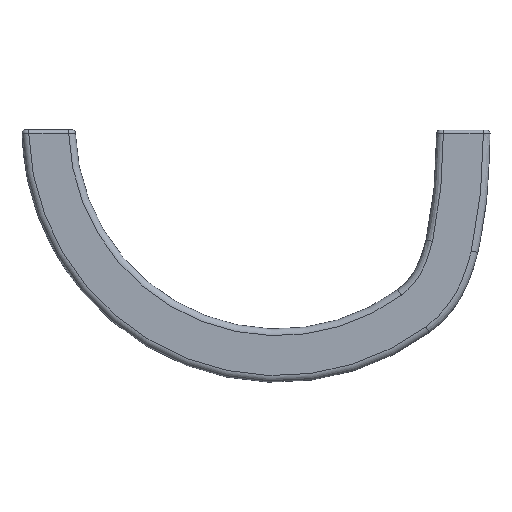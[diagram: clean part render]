
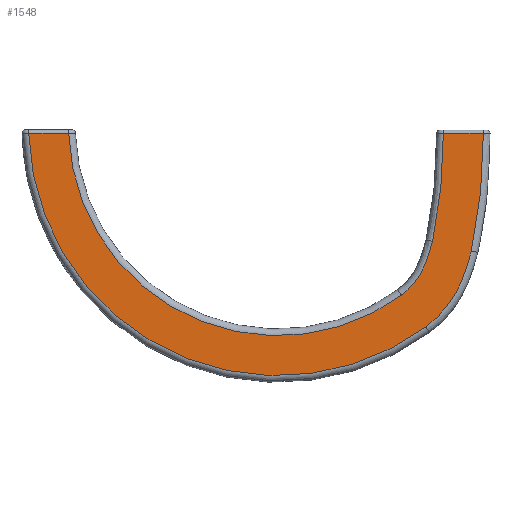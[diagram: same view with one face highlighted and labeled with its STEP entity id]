
A CAD part, front view. The second image highlights one B-rep face of the part: STEP entity #1548.
In plain terms, the highlighted planar face has unit normal (0, -1, 0).
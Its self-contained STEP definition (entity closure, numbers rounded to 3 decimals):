
#20 = AXIS2_PLACEMENT_3D ( 'NONE', #624, #1767, #2029 ) ;
#33 = LINE ( 'NONE', #2118, #1339 ) ;
#137 = CARTESIAN_POINT ( 'NONE',  ( 26.958, 113., -24.54 ) ) ;
#157 = EDGE_CURVE ( 'NONE', #269, #1400, #2177, .T. ) ;
#179 = CARTESIAN_POINT ( 'NONE',  ( 18.588, 113., -25.303 ) ) ;
#180 = EDGE_CURVE ( 'NONE', #3006, #1763, #33, .T. ) ;
#227 = VERTEX_POINT ( 'NONE', #1960 ) ;
#228 = DIRECTION ( 'NONE',  ( -1., 0., 0. ) ) ;
#240 = CARTESIAN_POINT ( 'NONE',  ( 22.832, 113., -18.776 ) ) ;
#241 = VERTEX_POINT ( 'NONE', #838 ) ;
#258 = CARTESIAN_POINT ( 'NONE',  ( 30.134, 113., -12.85 ) ) ;
#259 = B_SPLINE_CURVE_WITH_KNOTS ( 'NONE', 3,
 ( #1845, #2316, #240, #1876, #2782, #2808, #1388, #884, #2058, #1169, #869, #2534, #2796, #179 ),
 .UNSPECIFIED., .F., .F.,
 ( 4, 2, 2, 2, 2, 2, 4 ),
 ( 0., 0.002, 0.004, 0.005, 0.007, 0.008, 0.01 ),
 .UNSPECIFIED. ) ;
#264 = VECTOR ( 'NONE', #1552, 1000. ) ;
#269 = VERTEX_POINT ( 'NONE', #2015 ) ;
#293 = EDGE_CURVE ( 'NONE', #227, #3006, #1839, .T. ) ;
#312 = DIRECTION ( 'NONE',  ( 0., 1., 0. ) ) ;
#342 = CARTESIAN_POINT ( 'NONE',  ( 24.862, 113., -1.043 ) ) ;
#368 = CARTESIAN_POINT ( 'NONE',  ( 23.95, 113., -28.632 ) ) ;
#403 = ORIENTED_EDGE ( 'NONE', *, *, #437, .T. ) ;
#408 = DIRECTION ( 'NONE',  ( 0., -1., 0. ) ) ;
#424 = CARTESIAN_POINT ( 'NONE',  ( 0., 113., 0. ) ) ;
#437 = EDGE_CURVE ( 'NONE', #1763, #2751, #1585, .T. ) ;
#501 = AXIS2_PLACEMENT_3D ( 'NONE', #424, #408, #228 ) ;
#533 = CARTESIAN_POINT ( 'NONE',  ( 30.841, 113., -4.002 ) ) ;
#537 = PLANE ( 'NONE',  #1536 ) ;
#594 = CARTESIAN_POINT ( 'NONE',  ( 22.653, 113., -29.755 ) ) ;
#613 = ORIENTED_EDGE ( 'NONE', *, *, #1265, .T. ) ;
#624 = CARTESIAN_POINT ( 'NONE',  ( 0., 113., 0. ) ) ;
#626 = CARTESIAN_POINT ( 'NONE',  ( 27.211, 113., -24.036 ) ) ;
#631 = CARTESIAN_POINT ( 'NONE',  ( 23.561, 113., -15.917 ) ) ;
#702 = ORIENTED_EDGE ( 'NONE', *, *, #293, .T. ) ;
#747 = VERTEX_POINT ( 'NONE', #2369 ) ;
#751 = CARTESIAN_POINT ( 'NONE',  ( 29.065, 113., -18.665 ) ) ;
#776 = B_SPLINE_CURVE_WITH_KNOTS ( 'NONE', 3,
 ( #342, #2495, #2245, #2743, #1757, #1040, #631, #1273 ),
 .UNSPECIFIED., .F., .F.,
 ( 4, 2, 2, 4 ),
 ( 0., 0.009, 0.013, 0.017 ),
 .UNSPECIFIED. ) ;
#782 = DIRECTION ( 'NONE',  ( -1., 0., 0. ) ) ;
#838 = CARTESIAN_POINT ( 'NONE',  ( 23.237, 113., -17.238 ) ) ;
#869 = CARTESIAN_POINT ( 'NONE',  ( 19.818, 113., -24.278 ) ) ;
#884 = CARTESIAN_POINT ( 'NONE',  ( 21.294, 113., -22.414 ) ) ;
#974 = CARTESIAN_POINT ( 'NONE',  ( 30.862, 113., -1.043 ) ) ;
#1040 = CARTESIAN_POINT ( 'NONE',  ( 23.805, 113., -14.581 ) ) ;
#1064 = CARTESIAN_POINT ( 'NONE',  ( 27.676, 113., -23.004 ) ) ;
#1079 = CARTESIAN_POINT ( 'NONE',  ( 23.1, 113., -29.397 ) ) ;
#1124 = ORIENTED_EDGE ( 'NONE', *, *, #157, .T. ) ;
#1169 = CARTESIAN_POINT ( 'NONE',  ( 20.1, 113., -23.988 ) ) ;
#1173 = CARTESIAN_POINT ( 'NONE',  ( 30.862, 113., -1.043 ) ) ;
#1216 = CARTESIAN_POINT ( 'NONE',  ( -31.381, 113., -1. ) ) ;
#1265 = EDGE_CURVE ( 'NONE', #1400, #747, #2968, .T. ) ;
#1273 = CARTESIAN_POINT ( 'NONE',  ( 23.237, 113., -17.238 ) ) ;
#1285 = CARTESIAN_POINT ( 'NONE',  ( 26.134, 113., -26.011 ) ) ;
#1303 = CARTESIAN_POINT ( 'NONE',  ( 25.492, 113., -26.937 ) ) ;
#1339 = VECTOR ( 'NONE', #782, 1000. ) ;
#1388 = CARTESIAN_POINT ( 'NONE',  ( 21.834, 113., -21.367 ) ) ;
#1400 = VERTEX_POINT ( 'NONE', #974 ) ;
#1475 = CARTESIAN_POINT ( 'NONE',  ( 20.694, 113., -21.393 ) ) ;
#1481 = ORIENTED_EDGE ( 'NONE', *, *, #180, .T. ) ;
#1536 = AXIS2_PLACEMENT_3D ( 'NONE', #1475, #312, #2681 ) ;
#1548 = ADVANCED_FACE ( 'NONE', ( #2652 ), #537, .F. ) ;
#1552 = DIRECTION ( 'NONE',  ( -1., 0., 0. ) ) ;
#1585 = CIRCLE ( 'NONE', #501, 37.397 ) ;
#1594 = ORIENTED_EDGE ( 'NONE', *, *, #1645, .T. ) ;
#1645 = EDGE_CURVE ( 'NONE', #747, #241, #776, .T. ) ;
#1673 = CARTESIAN_POINT ( 'NONE',  ( 30.713, 113., -6.961 ) ) ;
#1740 = CARTESIAN_POINT ( 'NONE',  ( 24.356, 113., -28.224 ) ) ;
#1752 = ORIENTED_EDGE ( 'NONE', *, *, #1877, .T. ) ;
#1754 = CARTESIAN_POINT ( 'NONE',  ( 28.475, 113., -20.868 ) ) ;
#1757 = CARTESIAN_POINT ( 'NONE',  ( 24.206, 113., -11.892 ) ) ;
#1763 = VERTEX_POINT ( 'NONE', #2842 ) ;
#1767 = DIRECTION ( 'NONE',  ( 0., 1., 0. ) ) ;
#1768 = CARTESIAN_POINT ( 'NONE',  ( 22.193, 113., -30.099 ) ) ;
#1839 = CIRCLE ( 'NONE', #20, 31.397 ) ;
#1845 = CARTESIAN_POINT ( 'NONE',  ( 23.237, 113., -17.238 ) ) ;
#1876 = CARTESIAN_POINT ( 'NONE',  ( 22.444, 113., -19.904 ) ) ;
#1877 = EDGE_CURVE ( 'NONE', #2751, #269, #2899, .T. ) ;
#1927 = CARTESIAN_POINT ( 'NONE',  ( 29.689, 113., -15.774 ) ) ;
#1960 = CARTESIAN_POINT ( 'NONE',  ( 18.588, 113., -25.303 ) ) ;
#2013 = CARTESIAN_POINT ( 'NONE',  ( 22.193, 113., -30.099 ) ) ;
#2015 = CARTESIAN_POINT ( 'NONE',  ( 29.065, 113., -18.665 ) ) ;
#2029 = DIRECTION ( 'NONE',  ( -1., 0., 0. ) ) ;
#2058 = CARTESIAN_POINT ( 'NONE',  ( 20.872, 113., -23.077 ) ) ;
#2118 = CARTESIAN_POINT ( 'NONE',  ( -37.393, 113., -1. ) ) ;
#2177 = B_SPLINE_CURVE_WITH_KNOTS ( 'NONE', 3,
 ( #751, #2182, #1927, #258, #2362, #1673, #533, #1173 ),
 .UNSPECIFIED., .F., .F.,
 ( 4, 2, 2, 4 ),
 ( 0., 0.004, 0.009, 0.018 ),
 .UNSPECIFIED. ) ;
#2182 = CARTESIAN_POINT ( 'NONE',  ( 29.417, 113., -17.227 ) ) ;
#2225 = CARTESIAN_POINT ( 'NONE',  ( 29.065, 113., -18.665 ) ) ;
#2245 = CARTESIAN_POINT ( 'NONE',  ( 24.726, 113., -6.48 ) ) ;
#2316 = CARTESIAN_POINT ( 'NONE',  ( 23.048, 113., -18.011 ) ) ;
#2362 = CARTESIAN_POINT ( 'NONE',  ( 30.307, 113., -11.38 ) ) ;
#2369 = CARTESIAN_POINT ( 'NONE',  ( 24.862, 113., -1.043 ) ) ;
#2373 = ORIENTED_EDGE ( 'NONE', *, *, #2924, .T. ) ;
#2458 = CARTESIAN_POINT ( 'NONE',  ( 27.889, 113., -22.476 ) ) ;
#2491 = CARTESIAN_POINT ( 'NONE',  ( 28.793, 113., -19.774 ) ) ;
#2495 = CARTESIAN_POINT ( 'NONE',  ( 24.842, 113., -3.761 ) ) ;
#2534 = CARTESIAN_POINT ( 'NONE',  ( 19.224, 113., -24.814 ) ) ;
#2652 = FACE_OUTER_BOUND ( 'NONE', #2819, .T. ) ;
#2681 = DIRECTION ( 'NONE',  ( -1., 0., 0. ) ) ;
#2743 = CARTESIAN_POINT ( 'NONE',  ( 24.362, 113., -10.541 ) ) ;
#2751 = VERTEX_POINT ( 'NONE', #2013 ) ;
#2782 = CARTESIAN_POINT ( 'NONE',  ( 22.304, 113., -20.277 ) ) ;
#2796 = CARTESIAN_POINT ( 'NONE',  ( 18.909, 113., -25.062 ) ) ;
#2808 = CARTESIAN_POINT ( 'NONE',  ( 21.999, 113., -21.008 ) ) ;
#2819 = EDGE_LOOP ( 'NONE', ( #702, #1481, #403, #1752, #1124, #613, #1594, #2373 ) ) ;
#2842 = CARTESIAN_POINT ( 'NONE',  ( -37.383, 113., -1. ) ) ;
#2899 = B_SPLINE_CURVE_WITH_KNOTS ( 'NONE', 3,
 ( #1768, #594, #1079, #368, #1740, #1303, #1285, #137, #626, #1064, #2458, #1754, #2491, #2225 ),
 .UNSPECIFIED., .F., .F.,
 ( 4, 2, 2, 2, 2, 2, 4 ),
 ( 0., 0.002, 0.003, 0.007, 0.009, 0.01, 0.014 ),
 .UNSPECIFIED. ) ;
#2924 = EDGE_CURVE ( 'NONE', #241, #227, #259, .T. ) ;
#2968 = LINE ( 'NONE', #2999, #264 ) ;
#2999 = CARTESIAN_POINT ( 'NONE',  ( 24.864, 113., -1.043 ) ) ;
#3006 = VERTEX_POINT ( 'NONE', #1216 ) ;
